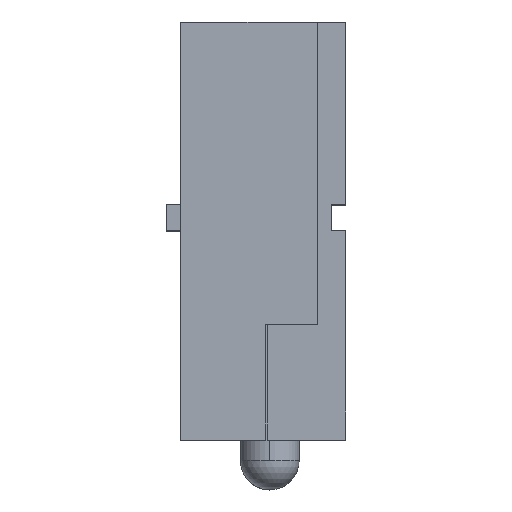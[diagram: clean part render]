
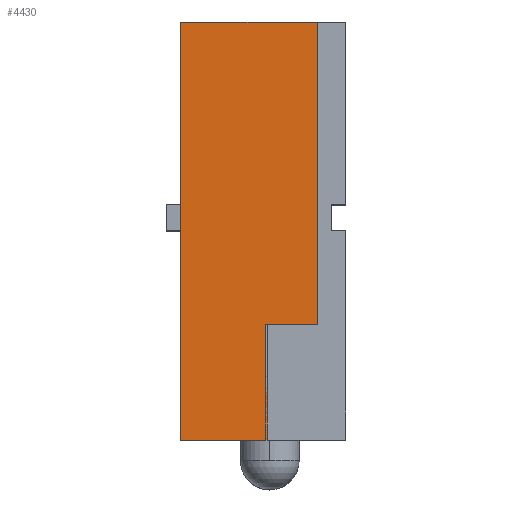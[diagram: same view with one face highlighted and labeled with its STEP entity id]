
A CAD part, top view. The second image highlights one B-rep face of the part: STEP entity #4430.
In plain terms, the highlighted planar face has unit normal (0, 0, 1).
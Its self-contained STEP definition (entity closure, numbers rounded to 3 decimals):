
#8 = EDGE_LOOP ( 'NONE', ( #6547, #6549, #6548, #6550, #6552, #6551 ) ) ;
#1141 = VECTOR ( 'NONE', #7899, 1000. ) ;
#1147 = VECTOR ( 'NONE', #7917, 1000. ) ;
#1148 = VECTOR ( 'NONE', #7920, 1000. ) ;
#1149 = VECTOR ( 'NONE', #7923, 1000. ) ;
#1150 = VECTOR ( 'NONE', #7926, 1000. ) ;
#1151 = VECTOR ( 'NONE', #7929, 1000. ) ;
#1651 = EDGE_CURVE ( 'NONE', #4980, #4981, #7897, .T. ) ;
#1657 = EDGE_CURVE ( 'NONE', #4988, #4981, #7915, .T. ) ;
#1658 = EDGE_CURVE ( 'NONE', #4987, #4988, #7918, .T. ) ;
#1659 = EDGE_CURVE ( 'NONE', #4980, #4989, #7921, .T. ) ;
#1660 = EDGE_CURVE ( 'NONE', #4989, #4990, #7924, .T. ) ;
#1661 = EDGE_CURVE ( 'NONE', #4990, #4987, #7927, .T. ) ;
#3864 = FACE_OUTER_BOUND ( 'NONE', #8, .T. ) ;
#3871 = AXIS2_PLACEMENT_3D ( 'NONE', #5297, #5298, #5299 ) ;
#4430 = ADVANCED_FACE ( 'NONE', ( #3864 ), #5296, .T. ) ;
#4980 = VERTEX_POINT ( 'NONE', #5785 ) ;
#4981 = VERTEX_POINT ( 'NONE', #5786 ) ;
#4987 = VERTEX_POINT ( 'NONE', #5792 ) ;
#4988 = VERTEX_POINT ( 'NONE', #5793 ) ;
#4989 = VERTEX_POINT ( 'NONE', #5794 ) ;
#4990 = VERTEX_POINT ( 'NONE', #5795 ) ;
#5296 = PLANE ( 'NONE',  #3871 ) ;
#5297 = CARTESIAN_POINT ( 'NONE',  ( 7.913, -11.648, 10.08 ) ) ;
#5298 = DIRECTION ( 'NONE',  ( 0., 0., 1. ) ) ;
#5299 = DIRECTION ( 'NONE',  ( 1., 0., 0. ) ) ;
#5785 = CARTESIAN_POINT ( 'NONE',  ( 10.573, -8.098, 10.08 ) ) ;
#5786 = CARTESIAN_POINT ( 'NONE',  ( 10.573, -11.648, 10.08 ) ) ;
#5792 = CARTESIAN_POINT ( 'NONE',  ( 7.913, 1.202, 10.08 ) ) ;
#5793 = CARTESIAN_POINT ( 'NONE',  ( 7.913, -11.648, 10.08 ) ) ;
#5794 = CARTESIAN_POINT ( 'NONE',  ( 12.113, -8.098, 10.08 ) ) ;
#5795 = CARTESIAN_POINT ( 'NONE',  ( 12.113, 1.202, 10.08 ) ) ;
#6547 = ORIENTED_EDGE ( 'NONE', *, *, #1658, .T. ) ;
#6548 = ORIENTED_EDGE ( 'NONE', *, *, #1651, .F. ) ;
#6549 = ORIENTED_EDGE ( 'NONE', *, *, #1657, .T. ) ;
#6550 = ORIENTED_EDGE ( 'NONE', *, *, #1659, .T. ) ;
#6551 = ORIENTED_EDGE ( 'NONE', *, *, #1661, .T. ) ;
#6552 = ORIENTED_EDGE ( 'NONE', *, *, #1660, .T. ) ;
#7897 = LINE ( 'NONE', #7898, #1141 ) ;
#7898 = CARTESIAN_POINT ( 'NONE',  ( 10.573, -9.873, 10.08 ) ) ;
#7899 = DIRECTION ( 'NONE',  ( 0., -1., 0. ) ) ;
#7915 = LINE ( 'NONE', #7916, #1147 ) ;
#7916 = CARTESIAN_POINT ( 'NONE',  ( 10.013, -11.648, 10.08 ) ) ;
#7917 = DIRECTION ( 'NONE',  ( 1., 0., 0. ) ) ;
#7918 = LINE ( 'NONE', #7919, #1148 ) ;
#7919 = CARTESIAN_POINT ( 'NONE',  ( 7.913, -5.223, 10.08 ) ) ;
#7920 = DIRECTION ( 'NONE',  ( 0., -1., 0. ) ) ;
#7921 = LINE ( 'NONE', #7922, #1149 ) ;
#7922 = CARTESIAN_POINT ( 'NONE',  ( 10.013, -8.098, 10.08 ) ) ;
#7923 = DIRECTION ( 'NONE',  ( 1., 0., 0. ) ) ;
#7924 = LINE ( 'NONE', #7925, #1150 ) ;
#7925 = CARTESIAN_POINT ( 'NONE',  ( 12.113, -5.223, 10.08 ) ) ;
#7926 = DIRECTION ( 'NONE',  ( 0., 1., 0. ) ) ;
#7927 = LINE ( 'NONE', #7928, #1151 ) ;
#7928 = CARTESIAN_POINT ( 'NONE',  ( 10.013, 1.202, 10.08 ) ) ;
#7929 = DIRECTION ( 'NONE',  ( -1., 0., 0. ) ) ;
